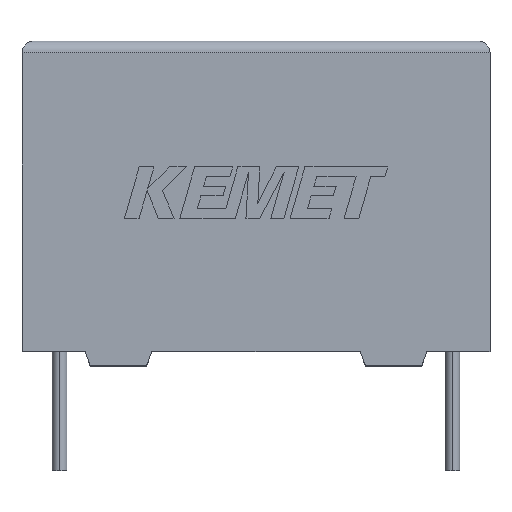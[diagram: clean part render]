
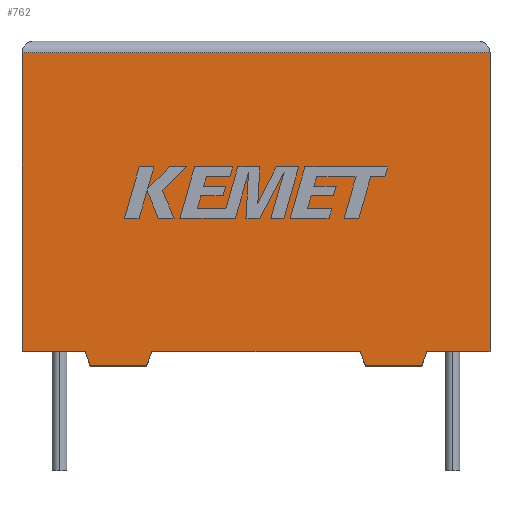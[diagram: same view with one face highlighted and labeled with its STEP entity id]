
A CAD part, top view. The second image highlights one B-rep face of the part: STEP entity #762.
In plain terms, the highlighted planar face has unit normal (0, 0, 1).
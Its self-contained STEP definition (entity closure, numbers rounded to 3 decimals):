
#7 = VECTOR ( 'NONE', #2950, 1000. ) ;
#18 = VECTOR ( 'NONE', #2643, 1000. ) ;
#55 = DIRECTION ( 'NONE',  ( -1., 0., 0. ) ) ;
#74 = ORIENTED_EDGE ( 'NONE', *, *, #1318, .T. ) ;
#130 = VECTOR ( 'NONE', #425, 1000. ) ;
#158 = VERTEX_POINT ( 'NONE', #2504 ) ;
#161 = AXIS2_PLACEMENT_3D ( 'NONE', #3027, #2560, #1838 ) ;
#182 = CARTESIAN_POINT ( 'NONE',  ( 0., 0., 10.2 ) ) ;
#196 = VERTEX_POINT ( 'NONE', #310 ) ;
#219 = VECTOR ( 'NONE', #3145, 1000. ) ;
#262 = VERTEX_POINT ( 'NONE', #2312 ) ;
#267 = LINE ( 'NONE', #3188, #1623 ) ;
#310 = CARTESIAN_POINT ( 'NONE',  ( 19.365, 0., 10.2 ) ) ;
#349 = VECTOR ( 'NONE', #3034, 1000. ) ;
#350 = ORIENTED_EDGE ( 'NONE', *, *, #544, .F. ) ;
#416 = DIRECTION ( 'NONE',  ( 0., -1., 0. ) ) ;
#425 = DIRECTION ( 'NONE',  ( 1., 0., 0. ) ) ;
#461 = ORIENTED_EDGE ( 'NONE', *, *, #1550, .T. ) ;
#464 = CARTESIAN_POINT ( 'NONE',  ( 3.913, -0.837, 10.2 ) ) ;
#506 = VECTOR ( 'NONE', #1464, 1000. ) ;
#516 = EDGE_LOOP ( 'NONE', ( #2593, #74, #1488, #1128, #823, #2615, #3202, #2888, #350, #1161, #669, #461 ) ) ;
#534 = CARTESIAN_POINT ( 'NONE',  ( 23.187, 0., 10.2 ) ) ;
#544 = EDGE_CURVE ( 'NONE', #3080, #196, #2911, .T. ) ;
#642 = CARTESIAN_POINT ( 'NONE',  ( 7.135, -0.837, 10.2 ) ) ;
#669 = ORIENTED_EDGE ( 'NONE', *, *, #2421, .F. ) ;
#762 = ADVANCED_FACE ( 'NONE', ( #1142 ), #1310, .F. ) ;
#823 = ORIENTED_EDGE ( 'NONE', *, *, #2323, .T. ) ;
#855 = VERTEX_POINT ( 'NONE', #1083 ) ;
#918 = DIRECTION ( 'NONE',  ( -0.337, 0.941, 0. ) ) ;
#958 = CARTESIAN_POINT ( 'NONE',  ( 7.435, 0., 10.2 ) ) ;
#980 = EDGE_CURVE ( 'NONE', #2734, #196, #3031, .T. ) ;
#987 = VERTEX_POINT ( 'NONE', #2392 ) ;
#1003 = EDGE_CURVE ( 'NONE', #1265, #3080, #2678, .T. ) ;
#1044 = EDGE_CURVE ( 'NONE', #2735, #262, #267, .T. ) ;
#1062 = CARTESIAN_POINT ( 'NONE',  ( 0., 17.093, 10.2 ) ) ;
#1083 = CARTESIAN_POINT ( 'NONE',  ( 26.8, 17.093, 10.2 ) ) ;
#1089 = LINE ( 'NONE', #464, #2006 ) ;
#1128 = ORIENTED_EDGE ( 'NONE', *, *, #1596, .T. ) ;
#1142 = FACE_OUTER_BOUND ( 'NONE', #516, .T. ) ;
#1143 = CARTESIAN_POINT ( 'NONE',  ( 7.135, -0.837, 10.2 ) ) ;
#1161 = ORIENTED_EDGE ( 'NONE', *, *, #1003, .F. ) ;
#1177 = CARTESIAN_POINT ( 'NONE',  ( 23.187, 0., 10.2 ) ) ;
#1265 = VERTEX_POINT ( 'NONE', #2472 ) ;
#1310 = PLANE ( 'NONE',  #161 ) ;
#1318 = EDGE_CURVE ( 'NONE', #855, #2735, #2200, .T. ) ;
#1406 = VECTOR ( 'NONE', #1826, 1000. ) ;
#1449 = DIRECTION ( 'NONE',  ( 1., 0., 0. ) ) ;
#1464 = DIRECTION ( 'NONE',  ( 0., 1., 0. ) ) ;
#1488 = ORIENTED_EDGE ( 'NONE', *, *, #1044, .T. ) ;
#1511 = CARTESIAN_POINT ( 'NONE',  ( 3.613, 0., 10.2 ) ) ;
#1542 = VECTOR ( 'NONE', #1622, 1000. ) ;
#1550 = EDGE_CURVE ( 'NONE', #2880, #2971, #2422, .T. ) ;
#1596 = EDGE_CURVE ( 'NONE', #262, #987, #2120, .T. ) ;
#1622 = DIRECTION ( 'NONE',  ( 0.337, 0.941, 0. ) ) ;
#1623 = VECTOR ( 'NONE', #416, 1000. ) ;
#1695 = CARTESIAN_POINT ( 'NONE',  ( 0., 17.093, 10.2 ) ) ;
#1826 = DIRECTION ( 'NONE',  ( 0.337, -0.941, 0. ) ) ;
#1836 = LINE ( 'NONE', #534, #349 ) ;
#1838 = DIRECTION ( 'NONE',  ( -1., 0., 0. ) ) ;
#1888 = CARTESIAN_POINT ( 'NONE',  ( 0., 0., 10.2 ) ) ;
#1998 = EDGE_CURVE ( 'NONE', #2699, #2734, #2192, .T. ) ;
#2006 = VECTOR ( 'NONE', #1449, 1000. ) ;
#2067 = LINE ( 'NONE', #1511, #1406 ) ;
#2120 = LINE ( 'NONE', #182, #130 ) ;
#2136 = EDGE_CURVE ( 'NONE', #2971, #855, #2663, .T. ) ;
#2179 = EDGE_CURVE ( 'NONE', #158, #2699, #1089, .T. ) ;
#2192 = LINE ( 'NONE', #642, #1542 ) ;
#2200 = LINE ( 'NONE', #1062, #2899 ) ;
#2249 = CARTESIAN_POINT ( 'NONE',  ( 26.8, 0., 10.2 ) ) ;
#2312 = CARTESIAN_POINT ( 'NONE',  ( 0., 0., 10.2 ) ) ;
#2323 = EDGE_CURVE ( 'NONE', #987, #158, #2067, .T. ) ;
#2382 = CARTESIAN_POINT ( 'NONE',  ( 22.887, -0.837, 10.2 ) ) ;
#2392 = CARTESIAN_POINT ( 'NONE',  ( 3.613, 0., 10.2 ) ) ;
#2418 = CARTESIAN_POINT ( 'NONE',  ( 19.665, -0.837, 10.2 ) ) ;
#2421 = EDGE_CURVE ( 'NONE', #2880, #1265, #1836, .T. ) ;
#2422 = LINE ( 'NONE', #2916, #7 ) ;
#2472 = CARTESIAN_POINT ( 'NONE',  ( 22.887, -0.837, 10.2 ) ) ;
#2504 = CARTESIAN_POINT ( 'NONE',  ( 3.913, -0.837, 10.2 ) ) ;
#2560 = DIRECTION ( 'NONE',  ( 0., 0., -1. ) ) ;
#2593 = ORIENTED_EDGE ( 'NONE', *, *, #2136, .T. ) ;
#2615 = ORIENTED_EDGE ( 'NONE', *, *, #2179, .T. ) ;
#2643 = DIRECTION ( 'NONE',  ( -1., 0., 0. ) ) ;
#2663 = LINE ( 'NONE', #2913, #506 ) ;
#2678 = LINE ( 'NONE', #2382, #18 ) ;
#2699 = VERTEX_POINT ( 'NONE', #1143 ) ;
#2734 = VERTEX_POINT ( 'NONE', #958 ) ;
#2735 = VERTEX_POINT ( 'NONE', #1695 ) ;
#2880 = VERTEX_POINT ( 'NONE', #1177 ) ;
#2888 = ORIENTED_EDGE ( 'NONE', *, *, #980, .T. ) ;
#2899 = VECTOR ( 'NONE', #55, 1000. ) ;
#2911 = LINE ( 'NONE', #2418, #3236 ) ;
#2913 = CARTESIAN_POINT ( 'NONE',  ( 26.8, 0., 10.2 ) ) ;
#2916 = CARTESIAN_POINT ( 'NONE',  ( 0., 0., 10.2 ) ) ;
#2950 = DIRECTION ( 'NONE',  ( 1., 0., 0. ) ) ;
#2971 = VERTEX_POINT ( 'NONE', #2249 ) ;
#3027 = CARTESIAN_POINT ( 'NONE',  ( 0., 0., 10.2 ) ) ;
#3031 = LINE ( 'NONE', #1888, #219 ) ;
#3034 = DIRECTION ( 'NONE',  ( -0.337, -0.941, 0. ) ) ;
#3041 = CARTESIAN_POINT ( 'NONE',  ( 19.665, -0.837, 10.2 ) ) ;
#3080 = VERTEX_POINT ( 'NONE', #3041 ) ;
#3145 = DIRECTION ( 'NONE',  ( 1., 0., 0. ) ) ;
#3188 = CARTESIAN_POINT ( 'NONE',  ( 0., 0., 10.2 ) ) ;
#3202 = ORIENTED_EDGE ( 'NONE', *, *, #1998, .T. ) ;
#3236 = VECTOR ( 'NONE', #918, 1000. ) ;
